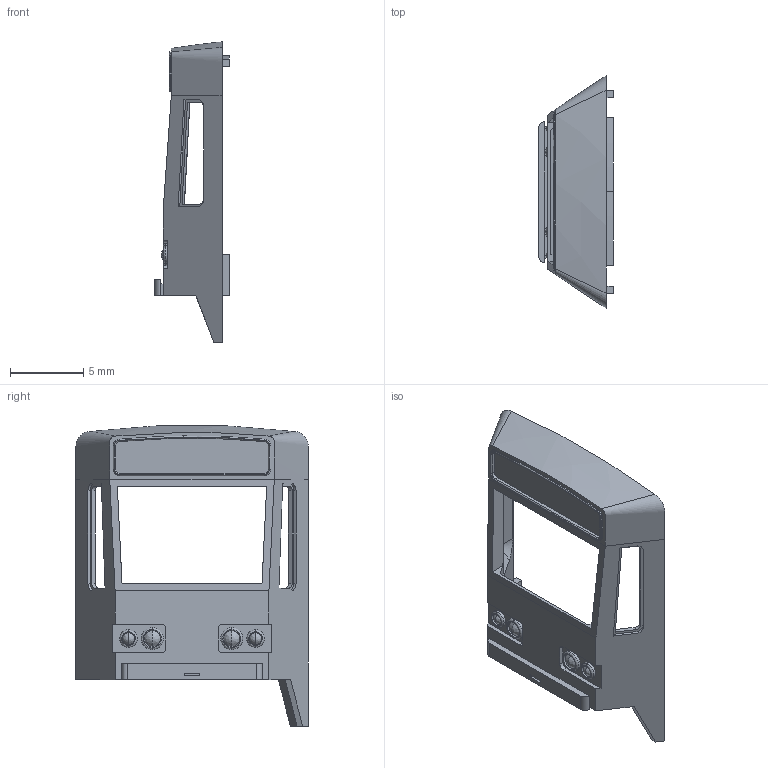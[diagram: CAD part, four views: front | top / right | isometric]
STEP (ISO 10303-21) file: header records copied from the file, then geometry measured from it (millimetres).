
FILE_DESCRIPTION (( 'STEP AP214' ), '1' );
FILE_NAME ('前面.STEP', '2014-02-21T16:27:23', ( ' ' ), ( ' ' ), 'SwSTEP 2.0', 'SolidWorks 2008', '' );
FILE_SCHEMA (( 'AUTOMOTIVE_DESIGN' ));
Length unit declared in the file: millimetre
Products named in the file (1): 前面
Bounding box: 5.11 x 15.9 x 20.57 mm (x, y, z)
Volume: 234.7 mm3; surface area: 698.5 mm2
Topology: 1 solids, 1 shells, 204 faces, 538 edges, 338 vertices
Faces by surface type: plane 107, cylinder 56, bspline 33, cone 8
Entity records: 8764 total; most frequent: CARTESIAN_POINT 1854, ORIENTED_EDGE 1060, DIRECTION 970, EDGE_CURVE 530, VERTEX_POINT 338, VECTOR 338, LINE 338, AXIS2_PLACEMENT_3D 316
